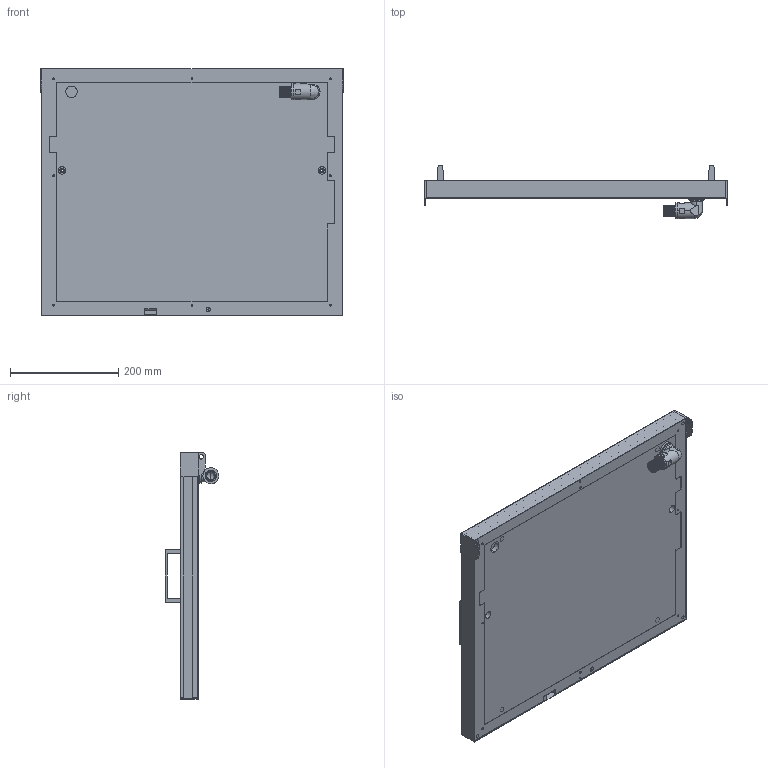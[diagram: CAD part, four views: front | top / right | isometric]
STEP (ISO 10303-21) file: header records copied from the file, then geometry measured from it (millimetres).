
FILE_DESCRIPTION (( 'STEP AP203' ), '1' );
FILE_NAME ('INGUN_112085.STEP', '2023-06-22T12:17:35', ( '' ), ( '' ), 'SwSTEP 2.0', 'SolidWorks 2021', '' );
FILE_SCHEMA (( 'CONFIG_CONTROL_DESIGN' ));
Length unit declared in the file: millimetre
Products named in the file (10): 112080~5_KUNDE<S>; ISO7380~n_M04,0x012; 11655~0; INGUN_112085; 11657~0; 1607~1; 112079~7_S; 19420~3; 100974~1_KUNDE<S>; 112078~3_S
Assembly tree (13 placements, depth 2):
  INGUN_112085
    112080~5_KUNDE<S>
    112078~3_S
    112079~7_S
    100974~1_KUNDE<S>
    1607~1  x2
    ISO7380~n_M04,0x012  x4
    19420~3
    11657~0
    11655~0
Bounding box: 559 x 99.45 x 456 mm (x, y, z)
Volume: 4402983.2 mm3; surface area: 1408576.8 mm2
Topology: 13 solids, 13 shells, 619 faces, 1504 edges, 962 vertices
Faces by surface type: cylinder 352, plane 219, cone 34, torus 12, bspline 2
Entity records: 16696 total; most frequent: DIRECTION 2850, CARTESIAN_POINT 2826, ORIENTED_EDGE 2482, EDGE_CURVE 1241, AXIS2_PLACEMENT_3D 1110, VERTEX_POINT 798, EDGE_LOOP 663, VECTOR 630
